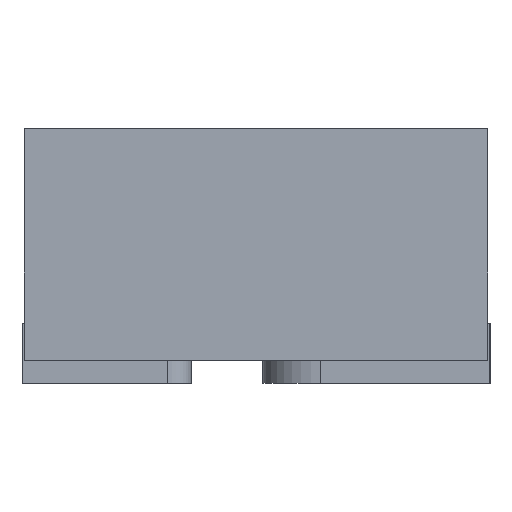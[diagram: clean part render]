
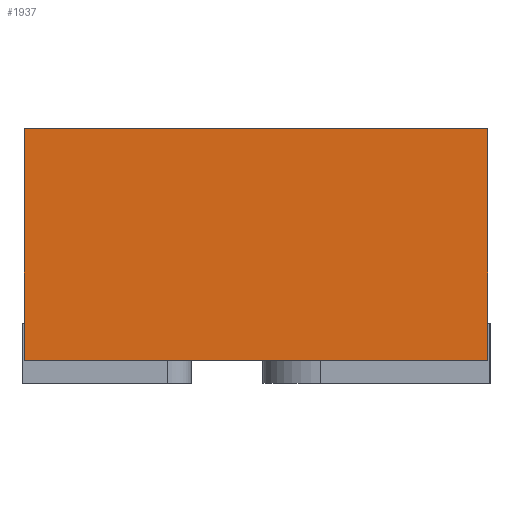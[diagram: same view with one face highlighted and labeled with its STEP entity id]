
A CAD part, left-side view. The second image highlights one B-rep face of the part: STEP entity #1937.
In plain terms, the highlighted planar face has unit normal (-1, 0, 0).
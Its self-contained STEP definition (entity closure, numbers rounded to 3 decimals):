
#345=FACE_OUTER_BOUND('',#450,.T.);
#450=EDGE_LOOP('',(#1355,#1356,#1357,#1358));
#565=LINE('',#2623,#742);
#566=LINE('',#2626,#743);
#567=LINE('',#2628,#744);
#568=LINE('',#2629,#745);
#742=VECTOR('',#2224,1000.);
#743=VECTOR('',#2227,1000.);
#744=VECTOR('',#2228,1000.);
#745=VECTOR('',#2229,1000.);
#917=VERTEX_POINT('',#2617);
#919=VERTEX_POINT('',#2621);
#920=VERTEX_POINT('',#2625);
#921=VERTEX_POINT('',#2627);
#1093=EDGE_CURVE('',#917,#919,#565,.T.);
#1094=EDGE_CURVE('',#920,#919,#566,.T.);
#1095=EDGE_CURVE('',#921,#920,#567,.T.);
#1096=EDGE_CURVE('',#917,#921,#568,.T.);
#1355=ORIENTED_EDGE('',*,*,#1094,.F.);
#1356=ORIENTED_EDGE('',*,*,#1095,.F.);
#1357=ORIENTED_EDGE('',*,*,#1096,.F.);
#1358=ORIENTED_EDGE('',*,*,#1093,.T.);
#1874=PLANE('',#2106);
#1937=ADVANCED_FACE('',(#345),#1874,.F.);
#2106=AXIS2_PLACEMENT_3D('',#2624,#2225,#2226);
#2224=DIRECTION('',(0.,0.,1.));
#2225=DIRECTION('center_axis',(1.,0.,0.));
#2226=DIRECTION('ref_axis',(0.,0.,-1.));
#2227=DIRECTION('',(0.,-1.,0.));
#2228=DIRECTION('',(0.,0.,1.));
#2229=DIRECTION('',(0.,1.,0.));
#2617=CARTESIAN_POINT('',(-1.25,0.,-0.5));
#2621=CARTESIAN_POINT('',(-1.25,0.,0.5));
#2623=CARTESIAN_POINT('',(-1.25,0.,0.));
#2624=CARTESIAN_POINT('Origin',(-1.25,0.5,-0.5));
#2625=CARTESIAN_POINT('',(-1.25,0.5,0.5));
#2626=CARTESIAN_POINT('',(-1.25,0.5,0.5));
#2627=CARTESIAN_POINT('',(-1.25,0.5,-0.5));
#2628=CARTESIAN_POINT('',(-1.25,0.5,0.));
#2629=CARTESIAN_POINT('',(-1.25,0.5,-0.5));
